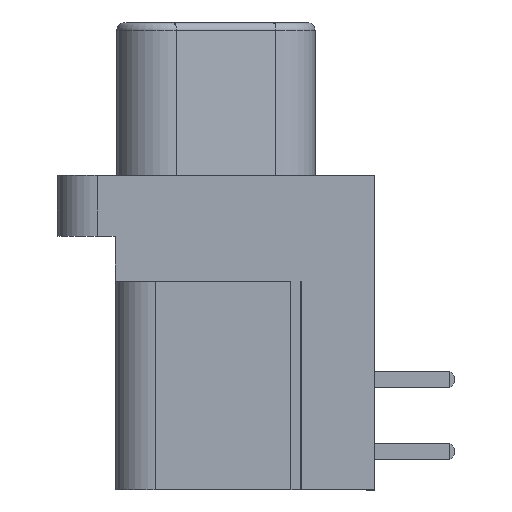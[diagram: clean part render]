
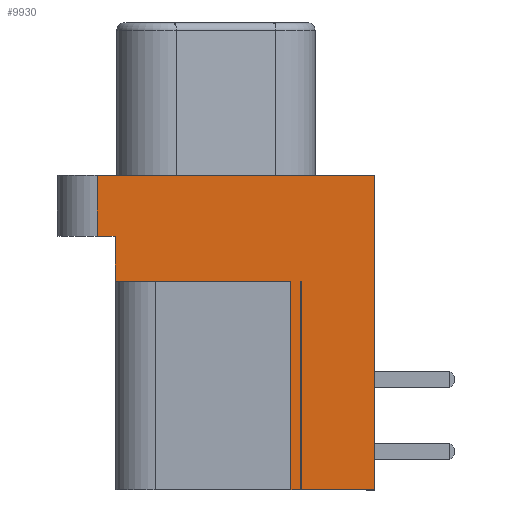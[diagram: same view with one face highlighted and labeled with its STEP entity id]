
A CAD part, left-side view. The second image highlights one B-rep face of the part: STEP entity #9930.
In plain terms, the highlighted planar face has unit normal (-1, 0, 0).
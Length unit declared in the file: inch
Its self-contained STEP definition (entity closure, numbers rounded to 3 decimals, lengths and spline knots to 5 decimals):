
#60 = ORIENTED_EDGE ( 'NONE', *, *, #11865, .T. ) ;
#76 = VERTEX_POINT ( 'NONE', #12331 ) ;
#94 = CARTESIAN_POINT ( 'NONE',  ( 0., 0.494, 0. ) ) ;
#184 = ORIENTED_EDGE ( 'NONE', *, *, #7021, .T. ) ;
#226 = VECTOR ( 'NONE', #953, 39.37008 ) ;
#821 = DIRECTION ( 'NONE',  ( 0., -1., 0. ) ) ;
#838 = LINE ( 'NONE', #3901, #10925 ) ;
#953 = DIRECTION ( 'NONE',  ( 0., 0., 1. ) ) ;
#1404 = VERTEX_POINT ( 'NONE', #12000 ) ;
#1528 = VECTOR ( 'NONE', #4442, 39.37008 ) ;
#1851 = EDGE_CURVE ( 'NONE', #16137, #76, #838, .T. ) ;
#2377 = DIRECTION ( 'NONE',  ( 0., 0., -1. ) ) ;
#2382 = EDGE_CURVE ( 'NONE', #5916, #15471, #3602, .T. ) ;
#2469 = ORIENTED_EDGE ( 'NONE', *, *, #1851, .T. ) ;
#2524 = VECTOR ( 'NONE', #4065, 39.37008 ) ;
#2773 = VERTEX_POINT ( 'NONE', #3494 ) ;
#3333 = ORIENTED_EDGE ( 'NONE', *, *, #7962, .F. ) ;
#3440 = VECTOR ( 'NONE', #16398, 39.37008 ) ;
#3494 = CARTESIAN_POINT ( 'NONE',  ( 0., 0.114, -0.165 ) ) ;
#3602 = LINE ( 'NONE', #5150, #7251 ) ;
#3678 = VECTOR ( 'NONE', #14732, 39.37008 ) ;
#3876 = LINE ( 'NONE', #7790, #226 ) ;
#3901 = CARTESIAN_POINT ( 'NONE',  ( 0., 0.494, -0.49 ) ) ;
#4065 = DIRECTION ( 'NONE',  ( 0., 0., -1. ) ) ;
#4128 = LINE ( 'NONE', #6537, #3678 ) ;
#4442 = DIRECTION ( 'NONE',  ( 0., 1., 0. ) ) ;
#4624 = ORIENTED_EDGE ( 'NONE', *, *, #17528, .F. ) ;
#4742 = CARTESIAN_POINT ( 'NONE',  ( 0., 0.4315, 0. ) ) ;
#5150 = CARTESIAN_POINT ( 'NONE',  ( 0., 0.4315, -0.49 ) ) ;
#5188 = LINE ( 'NONE', #16706, #1528 ) ;
#5286 = DIRECTION ( 'NONE',  ( 0., -1., 0. ) ) ;
#5916 = VERTEX_POINT ( 'NONE', #4742 ) ;
#6062 = EDGE_CURVE ( 'NONE', #10407, #1404, #7985, .T. ) ;
#6113 = EDGE_CURVE ( 'NONE', #2773, #16571, #7543, .T. ) ;
#6183 = CARTESIAN_POINT ( 'NONE',  ( 0., 0.115, -0.165 ) ) ;
#6280 = PLANE ( 'NONE',  #17241 ) ;
#6504 = EDGE_CURVE ( 'NONE', #17754, #15471, #5188, .T. ) ;
#6537 = CARTESIAN_POINT ( 'NONE',  ( 0., 0.404, -0.165 ) ) ;
#6972 = VERTEX_POINT ( 'NONE', #17182 ) ;
#7021 = EDGE_CURVE ( 'NONE', #1404, #16571, #3876, .T. ) ;
#7099 = LINE ( 'NONE', #15081, #3440 ) ;
#7135 = ORIENTED_EDGE ( 'NONE', *, *, #6504, .F. ) ;
#7251 = VECTOR ( 'NONE', #2377, 39.37008 ) ;
#7487 = LINE ( 'NONE', #11777, #14347 ) ;
#7543 = LINE ( 'NONE', #16011, #13967 ) ;
#7596 = CARTESIAN_POINT ( 'NONE',  ( 0., 0.494, -0.49 ) ) ;
#7790 = CARTESIAN_POINT ( 'NONE',  ( 0., 0.115, -0.74844 ) ) ;
#7962 = EDGE_CURVE ( 'NONE', #5916, #9406, #8576, .T. ) ;
#7985 = LINE ( 'NONE', #9058, #11194 ) ;
#8324 = VERTEX_POINT ( 'NONE', #13494 ) ;
#8576 = LINE ( 'NONE', #94, #12759 ) ;
#8946 = DIRECTION ( 'NONE',  ( 0., 0., 1. ) ) ;
#8994 = DIRECTION ( 'NONE',  ( 0., -1., 0. ) ) ;
#9030 = DIRECTION ( 'NONE',  ( -1., 0., 0. ) ) ;
#9058 = CARTESIAN_POINT ( 'NONE',  ( 0., 0.13, -0.49 ) ) ;
#9112 = CARTESIAN_POINT ( 'NONE',  ( 0., 0., 0. ) ) ;
#9186 = DIRECTION ( 'NONE',  ( 0., 1., 0. ) ) ;
#9406 = VERTEX_POINT ( 'NONE', #9112 ) ;
#9414 = ORIENTED_EDGE ( 'NONE', *, *, #12133, .F. ) ;
#9519 = CARTESIAN_POINT ( 'NONE',  ( 0., 0.114, -0.165 ) ) ;
#9559 = ORIENTED_EDGE ( 'NONE', *, *, #10096, .F. ) ;
#9930 = ADVANCED_FACE ( 'NONE', ( #16762 ), #6280, .T. ) ;
#10085 = CARTESIAN_POINT ( 'NONE',  ( 0., 0.13, -0.49 ) ) ;
#10091 = ORIENTED_EDGE ( 'NONE', *, *, #6113, .F. ) ;
#10096 = EDGE_CURVE ( 'NONE', #8324, #6972, #4128, .T. ) ;
#10407 = VERTEX_POINT ( 'NONE', #10085 ) ;
#10923 = LINE ( 'NONE', #15775, #14120 ) ;
#10925 = VECTOR ( 'NONE', #5286, 39.37008 ) ;
#11194 = VECTOR ( 'NONE', #8994, 39.37008 ) ;
#11381 = CARTESIAN_POINT ( 'NONE',  ( 0., 0.4315, -0.095 ) ) ;
#11777 = CARTESIAN_POINT ( 'NONE',  ( 0., 0., -0.49 ) ) ;
#11865 = EDGE_CURVE ( 'NONE', #76, #9406, #7487, .T. ) ;
#12000 = CARTESIAN_POINT ( 'NONE',  ( 0., 0.115, -0.49 ) ) ;
#12133 = EDGE_CURVE ( 'NONE', #6972, #17754, #10923, .T. ) ;
#12331 = CARTESIAN_POINT ( 'NONE',  ( 0., 0., -0.49 ) ) ;
#12759 = VECTOR ( 'NONE', #16505, 39.37008 ) ;
#12901 = CARTESIAN_POINT ( 'NONE',  ( 0., 0.114, -0.49 ) ) ;
#13009 = CARTESIAN_POINT ( 'NONE',  ( 0., 0.404, -0.095 ) ) ;
#13160 = ORIENTED_EDGE ( 'NONE', *, *, #2382, .T. ) ;
#13449 = LINE ( 'NONE', #9519, #2524 ) ;
#13494 = CARTESIAN_POINT ( 'NONE',  ( 0., 0.13, -0.165 ) ) ;
#13667 = EDGE_LOOP ( 'NONE', ( #3333, #13160, #7135, #9414, #9559, #4624, #13669, #184, #10091, #15140, #2469, #60 ) ) ;
#13669 = ORIENTED_EDGE ( 'NONE', *, *, #6062, .T. ) ;
#13967 = VECTOR ( 'NONE', #9186, 39.37008 ) ;
#14120 = VECTOR ( 'NONE', #8946, 39.37008 ) ;
#14239 = EDGE_CURVE ( 'NONE', #2773, #16137, #13449, .T. ) ;
#14347 = VECTOR ( 'NONE', #14536, 39.37008 ) ;
#14536 = DIRECTION ( 'NONE',  ( 0., 0., 1. ) ) ;
#14732 = DIRECTION ( 'NONE',  ( 0., 1., 0. ) ) ;
#15081 = CARTESIAN_POINT ( 'NONE',  ( 0., 0.13, -0.74844 ) ) ;
#15140 = ORIENTED_EDGE ( 'NONE', *, *, #14239, .T. ) ;
#15471 = VERTEX_POINT ( 'NONE', #11381 ) ;
#15775 = CARTESIAN_POINT ( 'NONE',  ( 0., 0.404, -0.49 ) ) ;
#16011 = CARTESIAN_POINT ( 'NONE',  ( 0., 0.404, -0.165 ) ) ;
#16137 = VERTEX_POINT ( 'NONE', #12901 ) ;
#16398 = DIRECTION ( 'NONE',  ( 0., 0., 1. ) ) ;
#16505 = DIRECTION ( 'NONE',  ( 0., -1., 0. ) ) ;
#16571 = VERTEX_POINT ( 'NONE', #6183 ) ;
#16706 = CARTESIAN_POINT ( 'NONE',  ( 0., 0.494, -0.095 ) ) ;
#16762 = FACE_OUTER_BOUND ( 'NONE', #13667, .T. ) ;
#17182 = CARTESIAN_POINT ( 'NONE',  ( 0., 0.404, -0.165 ) ) ;
#17241 = AXIS2_PLACEMENT_3D ( 'NONE', #7596, #9030, #821 ) ;
#17528 = EDGE_CURVE ( 'NONE', #10407, #8324, #7099, .T. ) ;
#17754 = VERTEX_POINT ( 'NONE', #13009 ) ;
